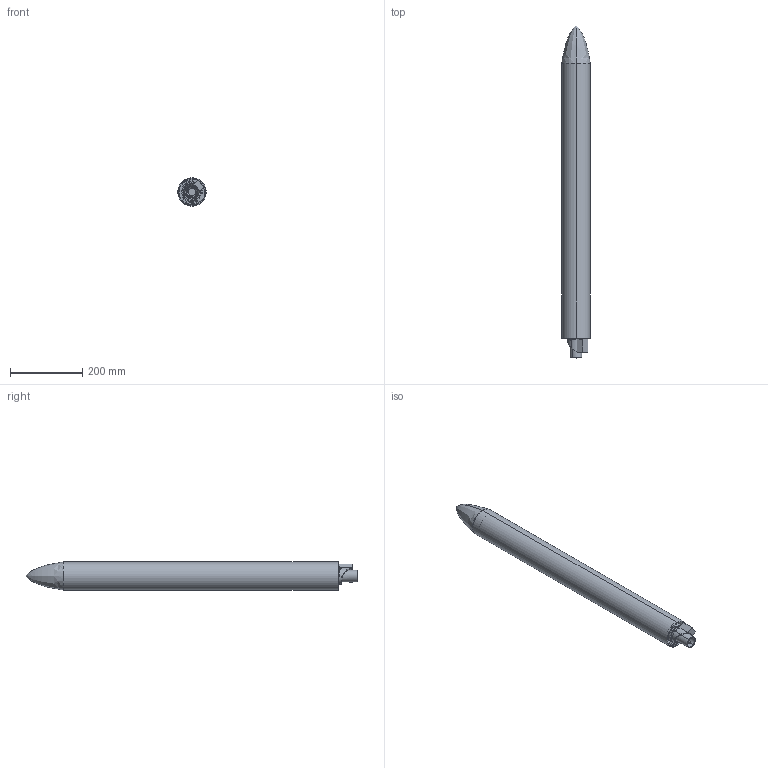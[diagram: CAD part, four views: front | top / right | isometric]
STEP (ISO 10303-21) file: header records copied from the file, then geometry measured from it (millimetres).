
FILE_DESCRIPTION (( 'STEP AP203' ), '1' );
FILE_NAME ('BasicRocketShape.STEP', '2025-07-22T20:40:16', ( '' ), ( '' ), 'SwSTEP 2.0', 'SolidWorks 2023', '' );
FILE_SCHEMA (( 'CONFIG_CONTROL_DESIGN' ));
Length unit declared in the file: centimetre
Products named in the file (9): Part1^BasicRocketShape; Outer Loop V2; Linkage 2 V2; BasicRocketShape; Inner Loop; TVC Mount V2; NoseCone1; TVC Motor Case; ControlHorn
Assembly tree (8 placements, depth 3):
  BasicRocketShape
    Part1^BasicRocketShape
    NoseCone1
    TVC Mount V2
      Inner Loop
      Outer Loop V2
      TVC Motor Case
      ControlHorn
      Linkage 2 V2
Bounding box: 78.74 x 920.27 x 78.74 mm (x, y, z)
Volume: 326852.7 mm3; surface area: 464665.3 mm2
Topology: 7 solids, 7 shells, 241 faces, 690 edges, 453 vertices
Faces by surface type: plane 111, cylinder 104, bspline 14, cone 12
Entity records: 10948 total; most frequent: CARTESIAN_POINT 3645, ORIENTED_EDGE 1372, DIRECTION 1281, EDGE_CURVE 686, AXIS2_PLACEMENT_3D 455, VERTEX_POINT 453, VECTOR 371, LINE 371
